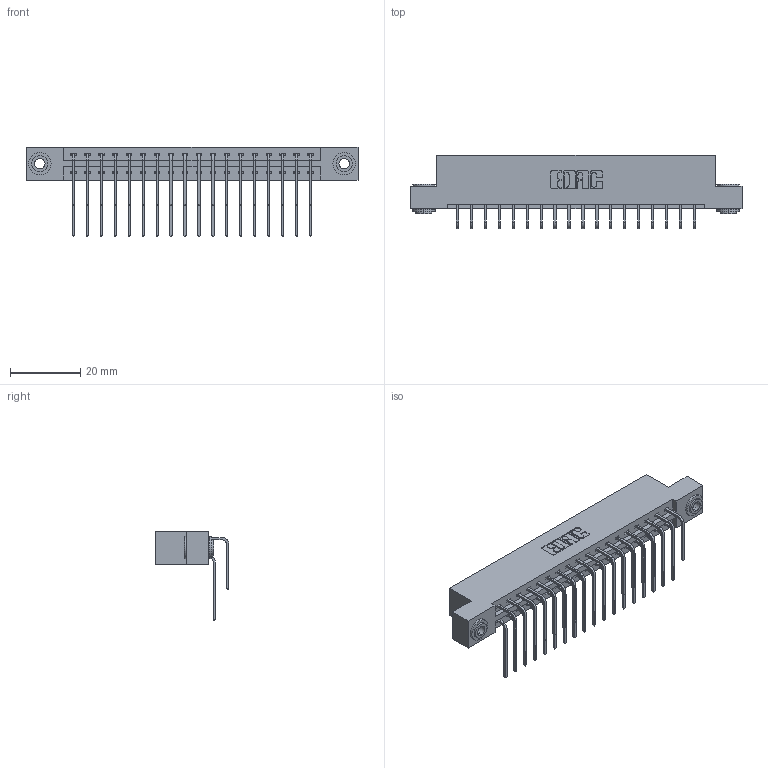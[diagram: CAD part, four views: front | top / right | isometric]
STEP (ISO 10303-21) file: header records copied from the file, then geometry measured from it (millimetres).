
FILE_DESCRIPTION (( 'STEP AP203' ), '1' );
FILE_NAME ('387-036-559-203.STEP', '2018-09-19T01:44:09', ( '' ), ( '' ), 'SwSTEP 2.0', 'SolidWorks 2016', '' );
FILE_SCHEMA (( 'CONFIG_CONTROL_DESIGN' ));
Length unit declared in the file: inch
Products named in the file (5): 337 Part_Flush Mounting Lugs - 0.156 Dia-TH; 345-292-001_558 559 Tail - 1; 345-292-001_559 Tail - 2; 345-250-002_345-250-002-102; 387-036-559-203
Assembly tree (39 placements, depth 2):
  387-036-559-203
    337 Part_Flush Mounting Lugs - 0.156 Dia-TH
    345-292-001_558 559 Tail - 1  x18
    345-292-001_559 Tail - 2  x18
    345-250-002_345-250-002-102  x2
Bounding box: 94.34 x 20.9 x 25.53 mm (x, y, z)
Volume: 9849.4 mm3; surface area: 12168.9 mm2
Topology: 39 solids, 39 shells, 2168 faces, 6399 edges, 4214 vertices
Faces by surface type: plane 1520, cylinder 640, cone 8
Entity records: 19494 total; most frequent: CARTESIAN_POINT 3324, ORIENTED_EDGE 3202, DIRECTION 2887, EDGE_CURVE 1601, LINE 1409, VECTOR 1409, VERTEX_POINT 1062, AXIS2_PLACEMENT_3D 739
